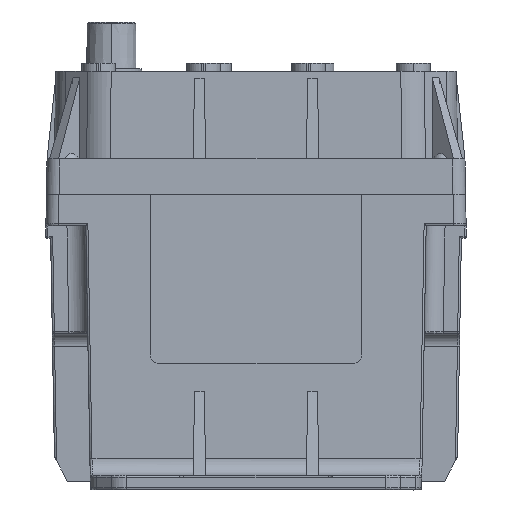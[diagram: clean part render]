
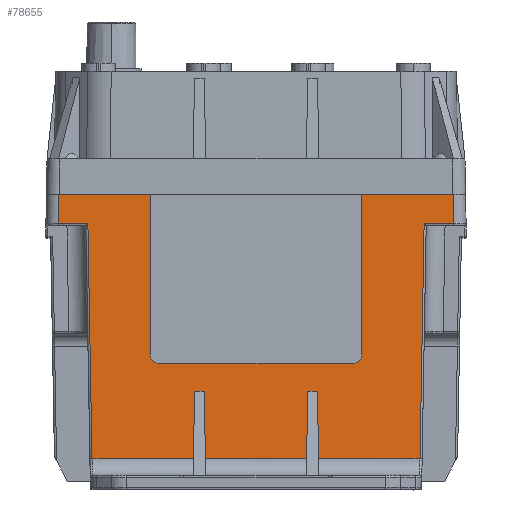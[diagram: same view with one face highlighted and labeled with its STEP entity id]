
A CAD part, left-side view. The second image highlights one B-rep face of the part: STEP entity #78655.
In plain terms, the highlighted face is planar.
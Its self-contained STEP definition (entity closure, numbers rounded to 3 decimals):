
#70143=DIRECTION('',(0.,1.,0.));
#70144=VECTOR('',#70143,7.014);
#70145=CARTESIAN_POINT('',(-71.122,-47.122,
-28.259));
#70146=LINE('',#70145,#70144);
#70195=CARTESIAN_POINT('',(-71.,-47.,
-35.25));
#70233=CARTESIAN_POINT('',(-71.,47.,
-35.25));
#70333=DIRECTION('',(0.,-1.,0.));
#70334=VECTOR('',#70333,46.4);
#70335=CARTESIAN_POINT('',(-71.703,23.2,5.006));
#70336=LINE('',#70335,#70334);
#70349=CARTESIAN_POINT('',(-71.668,23.2,3.006));
#70350=DIRECTION('',(-1.,0.,-0.017));
#70351=DIRECTION('',(-0.017,0.,1.));
#70352=AXIS2_PLACEMENT_3D('',#70349,#70350,#70351);
#70354=DIRECTION('',(0.017,0.,-1.));
#70355=VECTOR('',#70354,38.262);
#70356=CARTESIAN_POINT('',(-71.668,25.2,3.006));
#70357=LINE('',#70356,#70355);
#70358=DIRECTION('',(0.,1.,0.));
#70359=VECTOR('',#70358,21.8);
#70360=CARTESIAN_POINT('',(-71.,25.2,-35.25));
#70361=LINE('',#70360,#70359);
#70362=DIRECTION('',(-0.017,0.017,1.));
#70363=VECTOR('',#70362,6.993);
#70364=CARTESIAN_POINT('',(-71.,47.,
-35.25));
#70365=LINE('',#70364,#70363);
#70366=DIRECTION('',(-0.017,-0.017,1.));
#70367=VECTOR('',#70366,56.096);
#70368=CARTESIAN_POINT('',(-71.122,40.109,
-28.259));
#70369=LINE('',#70368,#70367);
#70370=DIRECTION('',(0.,-1.,0.));
#70371=VECTOR('',#70370,2.302);
#70372=CARTESIAN_POINT('',(-71.82,14.651,11.75));
#70373=LINE('',#70372,#70371);
#70374=DIRECTION('',(-0.017,-0.017,1.));
#70375=VECTOR('',#70374,16.075);
#70376=CARTESIAN_POINT('',(-71.82,12.349,11.75));
#70377=LINE('',#70376,#70375);
#70378=DIRECTION('',(-0.017,-0.017,1.));
#70379=VECTOR('',#70378,16.075);
#70380=CARTESIAN_POINT('',(-71.82,-14.651,11.75));
#70381=LINE('',#70380,#70379);
#70382=DIRECTION('',(0.017,-0.017,-1.));
#70383=VECTOR('',#70382,56.096);
#70384=CARTESIAN_POINT('',(-72.101,-39.13,
27.82));
#70385=LINE('',#70384,#70383);
#70386=DIRECTION('',(0.017,0.017,-1.));
#70387=VECTOR('',#70386,6.993);
#70388=CARTESIAN_POINT('',(-71.122,-47.122,
-28.259));
#70389=LINE('',#70388,#70387);
#70390=DIRECTION('',(0.,1.,0.));
#70391=VECTOR('',#70390,21.8);
#70392=CARTESIAN_POINT('',(-71.,-47.,
-35.25));
#70393=LINE('',#70392,#70391);
#70394=CARTESIAN_POINT('',(-71.668,-23.2,3.006));
#70395=DIRECTION('',(-1.,0.,-0.017));
#70396=DIRECTION('',(0.,-1.,0.));
#70397=AXIS2_PLACEMENT_3D('',#70394,#70395,#70396);
#70419=DIRECTION('',(0.,1.,0.));
#70420=VECTOR('',#70419,7.014);
#70421=CARTESIAN_POINT('',(-71.122,40.109,
-28.259));
#70422=LINE('',#70421,#70420);
#70465=DIRECTION('',(0.,1.,0.));
#70466=VECTOR('',#70465,24.198);
#70467=CARTESIAN_POINT('',(-72.101,14.931,
27.82));
#70468=LINE('',#70467,#70466);
#70479=DIRECTION('',(-0.017,0.017,1.));
#70480=VECTOR('',#70479,16.075);
#70481=CARTESIAN_POINT('',(-71.82,14.651,11.75));
#70482=LINE('',#70481,#70480);
#70979=DIRECTION('',(0.,1.,0.));
#70980=VECTOR('',#70979,24.198);
#70981=CARTESIAN_POINT('',(-72.101,-39.13,
27.82));
#70982=LINE('',#70981,#70980);
#71001=DIRECTION('',(0.,1.,0.));
#71002=VECTOR('',#71001,2.302);
#71003=CARTESIAN_POINT('',(-71.82,-14.651,11.75));
#71004=LINE('',#71003,#71002);
#71009=DIRECTION('',(-0.017,0.017,1.));
#71010=VECTOR('',#71009,16.075);
#71011=CARTESIAN_POINT('',(-71.82,-12.349,11.75));
#71012=LINE('',#71011,#71010);
#71023=DIRECTION('',(0.,1.,0.));
#71024=VECTOR('',#71023,24.137);
#71025=CARTESIAN_POINT('',(-72.101,-12.069,
27.82));
#71026=LINE('',#71025,#71024);
#71129=DIRECTION('',(0.017,0.,-1.));
#71130=VECTOR('',#71129,38.262);
#71131=CARTESIAN_POINT('',(-71.668,-25.2,3.006));
#71132=LINE('',#71131,#71130);
#74200=CARTESIAN_POINT('',(-71.122,-47.122,
-28.259));
#74201=VERTEX_POINT('',#74200);
#74202=CARTESIAN_POINT('',(-71.122,-40.109,
-28.259));
#74203=VERTEX_POINT('',#74202);
#74207=VERTEX_POINT('',#70195);
#74218=CARTESIAN_POINT('',(-71.,-25.2,-35.25));
#74219=VERTEX_POINT('',#74218);
#74220=VERTEX_POINT('',#70233);
#74221=CARTESIAN_POINT('',(-71.,25.2,-35.25));
#74222=VERTEX_POINT('',#74221);
#74267=CARTESIAN_POINT('',(-71.703,-23.2,5.006));
#74268=VERTEX_POINT('',#74267);
#74269=CARTESIAN_POINT('',(-71.668,-25.2,3.006));
#74270=VERTEX_POINT('',#74269);
#74271=CARTESIAN_POINT('',(-71.703,23.2,5.006));
#74272=VERTEX_POINT('',#74271);
#74273=CARTESIAN_POINT('',(-71.668,25.2,3.006));
#74274=VERTEX_POINT('',#74273);
#74275=CARTESIAN_POINT('',(-71.122,47.122,
-28.259));
#74276=VERTEX_POINT('',#74275);
#74277=CARTESIAN_POINT('',(-71.122,40.109,
-28.259));
#74278=VERTEX_POINT('',#74277);
#74279=CARTESIAN_POINT('',(-72.101,39.13,
27.82));
#74280=VERTEX_POINT('',#74279);
#74281=CARTESIAN_POINT('',(-72.101,14.931,
27.82));
#74282=VERTEX_POINT('',#74281);
#74283=CARTESIAN_POINT('',(-71.82,14.651,11.75));
#74284=VERTEX_POINT('',#74283);
#74285=CARTESIAN_POINT('',(-71.82,12.349,11.75));
#74286=VERTEX_POINT('',#74285);
#74287=CARTESIAN_POINT('',(-72.101,12.069,
27.82));
#74288=VERTEX_POINT('',#74287);
#74289=CARTESIAN_POINT('',(-72.101,-12.069,
27.82));
#74290=VERTEX_POINT('',#74289);
#74291=CARTESIAN_POINT('',(-71.82,-12.349,11.75));
#74292=VERTEX_POINT('',#74291);
#74293=CARTESIAN_POINT('',(-71.82,-14.651,11.75));
#74294=VERTEX_POINT('',#74293);
#74295=CARTESIAN_POINT('',(-72.101,-14.931,
27.82));
#74296=VERTEX_POINT('',#74295);
#74297=CARTESIAN_POINT('',(-72.101,-39.13,
27.82));
#74298=VERTEX_POINT('',#74297);
#78612=CARTESIAN_POINT('',(-71.,53.589,-35.25));
#78613=DIRECTION('',(-1.,0.,-0.017));
#78614=DIRECTION('',(0.,1.,0.));
#78615=AXIS2_PLACEMENT_3D('',#78612,#78613,#78614);
#78616=PLANE('',#78615);
#78617=ORIENTED_EDGE('',*,*,#78580,.F.);
#78618=ORIENTED_EDGE('',*,*,#78593,.T.);
#78619=ORIENTED_EDGE('',*,*,#78607,.T.);
#78620=ORIENTED_EDGE('',*,*,#78484,.T.);
#78622=ORIENTED_EDGE('',*,*,#78621,.T.);
#78624=ORIENTED_EDGE('',*,*,#78623,.F.);
#78626=ORIENTED_EDGE('',*,*,#78625,.T.);
#78628=ORIENTED_EDGE('',*,*,#78627,.F.);
#78630=ORIENTED_EDGE('',*,*,#78629,.F.);
#78632=ORIENTED_EDGE('',*,*,#78631,.T.);
#78634=ORIENTED_EDGE('',*,*,#78633,.T.);
#78636=ORIENTED_EDGE('',*,*,#78635,.F.);
#78638=ORIENTED_EDGE('',*,*,#78637,.F.);
#78640=ORIENTED_EDGE('',*,*,#78639,.F.);
#78642=ORIENTED_EDGE('',*,*,#78641,.T.);
#78644=ORIENTED_EDGE('',*,*,#78643,.F.);
#78646=ORIENTED_EDGE('',*,*,#78645,.T.);
#78647=ORIENTED_EDGE('',*,*,#78407,.F.);
#78648=ORIENTED_EDGE('',*,*,#78438,.T.);
#78649=ORIENTED_EDGE('',*,*,#78473,.T.);
#78651=ORIENTED_EDGE('',*,*,#78650,.F.);
#78652=ORIENTED_EDGE('',*,*,#78564,.T.);
#78653=EDGE_LOOP('',(#78617,#78618,#78619,#78620,#78622,#78624,#78626,#78628,
#78630,#78632,#78634,#78636,#78638,#78640,#78642,#78644,#78646,#78647,#78648,
#78649,#78651,#78652));
#78654=FACE_OUTER_BOUND('',#78653,.F.);
#70353=CIRCLE('',#70352,2.);
#70398=CIRCLE('',#70397,2.);
#78407=EDGE_CURVE('',#74201,#74203,#70146,.T.);
#78438=EDGE_CURVE('',#74201,#74207,#70389,.T.);
#78473=EDGE_CURVE('',#74207,#74219,#70393,.T.);
#78484=EDGE_CURVE('',#74222,#74220,#70361,.T.);
#78564=EDGE_CURVE('',#74270,#74268,#70398,.T.);
#78580=EDGE_CURVE('',#74272,#74268,#70336,.T.);
#78593=EDGE_CURVE('',#74272,#74274,#70353,.T.);
#78607=EDGE_CURVE('',#74274,#74222,#70357,.T.);
#78621=EDGE_CURVE('',#74220,#74276,#70365,.T.);
#78623=EDGE_CURVE('',#74278,#74276,#70422,.T.);
#78625=EDGE_CURVE('',#74278,#74280,#70369,.T.);
#78627=EDGE_CURVE('',#74282,#74280,#70468,.T.);
#78629=EDGE_CURVE('',#74284,#74282,#70482,.T.);
#78631=EDGE_CURVE('',#74284,#74286,#70373,.T.);
#78633=EDGE_CURVE('',#74286,#74288,#70377,.T.);
#78635=EDGE_CURVE('',#74290,#74288,#71026,.T.);
#78637=EDGE_CURVE('',#74292,#74290,#71012,.T.);
#78639=EDGE_CURVE('',#74294,#74292,#71004,.T.);
#78641=EDGE_CURVE('',#74294,#74296,#70381,.T.);
#78643=EDGE_CURVE('',#74298,#74296,#70982,.T.);
#78645=EDGE_CURVE('',#74298,#74203,#70385,.T.);
#78650=EDGE_CURVE('',#74270,#74219,#71132,.T.);
#78655=ADVANCED_FACE('',(#78654),#78616,.T.);
